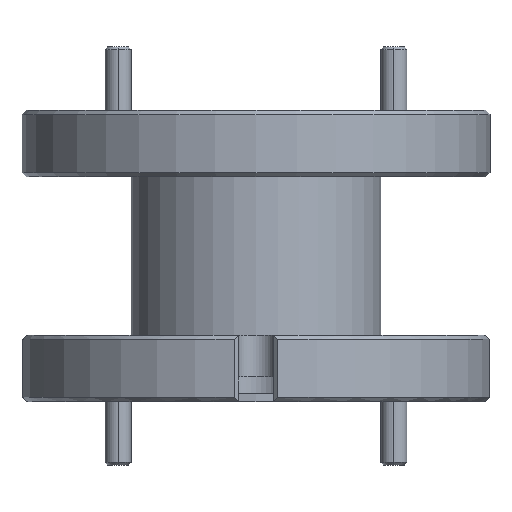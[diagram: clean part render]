
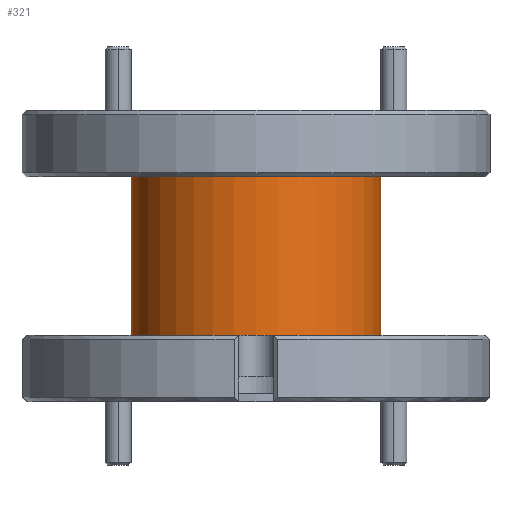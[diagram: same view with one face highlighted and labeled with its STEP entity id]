
A CAD part, left-side view. The second image highlights one B-rep face of the part: STEP entity #321.
In plain terms, the highlighted cylindrical face has radius 7.62 mm (diameter 15.24 mm), a partial arc.
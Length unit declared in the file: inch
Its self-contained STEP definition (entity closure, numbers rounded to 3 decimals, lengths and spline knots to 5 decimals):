
#4 = CARTESIAN_POINT ( 'NONE',  ( 0., -0.3, -0.16 ) ) ;
#76 = AXIS2_PLACEMENT_3D ( 'NONE', #1505, #3710, #3326 ) ;
#242 = EDGE_CURVE ( 'NONE', #2253, #855, #5421, .T. ) ;
#321 = ADVANCED_FACE ( 'NONE', ( #2959 ), #4799, .T. ) ;
#609 = ORIENTED_EDGE ( 'NONE', *, *, #3808, .F. ) ;
#855 = VERTEX_POINT ( 'NONE', #4288 ) ;
#956 = DIRECTION ( 'NONE',  ( 0., 0., -1. ) ) ;
#1505 = CARTESIAN_POINT ( 'NONE',  ( 0., 0., -0.54 ) ) ;
#1796 = EDGE_LOOP ( 'NONE', ( #609, #3877, #2966, #4445 ) ) ;
#1802 = CIRCLE ( 'NONE', #76, 0.3 ) ;
#1908 = VECTOR ( 'NONE', #956, 39.37008 ) ;
#1960 = EDGE_CURVE ( 'NONE', #5366, #5132, #1802, .T. ) ;
#2253 = VERTEX_POINT ( 'NONE', #4 ) ;
#2304 = LINE ( 'NONE', #4094, #2714 ) ;
#2714 = VECTOR ( 'NONE', #5033, 39.37008 ) ;
#2959 = FACE_OUTER_BOUND ( 'NONE', #1796, .T. ) ;
#2966 = ORIENTED_EDGE ( 'NONE', *, *, #3266, .T. ) ;
#2997 = CARTESIAN_POINT ( 'NONE',  ( 0., 0., -0.7 ) ) ;
#3097 = CARTESIAN_POINT ( 'NONE',  ( 0., -0.3, -0.7 ) ) ;
#3127 = LINE ( 'NONE', #3097, #1908 ) ;
#3266 = EDGE_CURVE ( 'NONE', #855, #5132, #2304, .T. ) ;
#3316 = CARTESIAN_POINT ( 'NONE',  ( 0., 0.3, -0.54 ) ) ;
#3326 = DIRECTION ( 'NONE',  ( 0., 1., 0. ) ) ;
#3498 = DIRECTION ( 'NONE',  ( 0., 1., 0. ) ) ;
#3524 = CARTESIAN_POINT ( 'NONE',  ( 0., 0., -0.16 ) ) ;
#3710 = DIRECTION ( 'NONE',  ( 0., 0., -1. ) ) ;
#3808 = EDGE_CURVE ( 'NONE', #2253, #5366, #3127, .T. ) ;
#3847 = DIRECTION ( 'NONE',  ( 0., 0., -1. ) ) ;
#3877 = ORIENTED_EDGE ( 'NONE', *, *, #242, .T. ) ;
#3904 = DIRECTION ( 'NONE',  ( 0., 1., 0. ) ) ;
#4018 = AXIS2_PLACEMENT_3D ( 'NONE', #3524, #3847, #3904 ) ;
#4094 = CARTESIAN_POINT ( 'NONE',  ( 0., 0.3, -0.7 ) ) ;
#4288 = CARTESIAN_POINT ( 'NONE',  ( 0., 0.3, -0.16 ) ) ;
#4375 = DIRECTION ( 'NONE',  ( 0., 0., -1. ) ) ;
#4445 = ORIENTED_EDGE ( 'NONE', *, *, #1960, .F. ) ;
#4764 = AXIS2_PLACEMENT_3D ( 'NONE', #2997, #4375, #3498 ) ;
#4799 = CYLINDRICAL_SURFACE ( 'NONE', #4764, 0.3 ) ;
#5033 = DIRECTION ( 'NONE',  ( 0., 0., -1. ) ) ;
#5132 = VERTEX_POINT ( 'NONE', #3316 ) ;
#5228 = CARTESIAN_POINT ( 'NONE',  ( 0., -0.3, -0.54 ) ) ;
#5366 = VERTEX_POINT ( 'NONE', #5228 ) ;
#5421 = CIRCLE ( 'NONE', #4018, 0.3 ) ;
